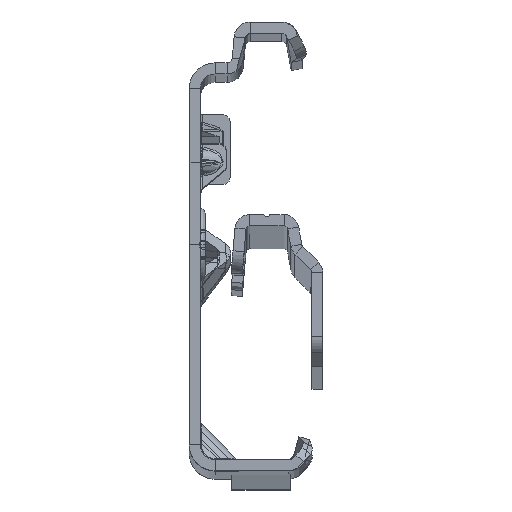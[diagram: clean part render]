
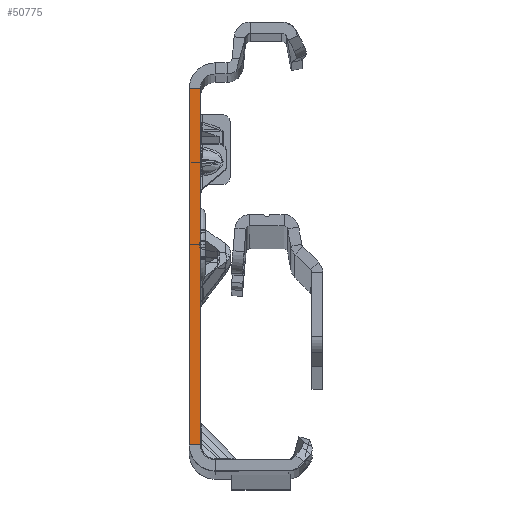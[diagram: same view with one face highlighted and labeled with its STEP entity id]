
A CAD part, top view. The second image highlights one B-rep face of the part: STEP entity #50775.
In plain terms, the highlighted planar face has unit normal (0, 0, 1).
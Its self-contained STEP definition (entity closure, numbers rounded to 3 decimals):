
#759 = CARTESIAN_POINT ( 'NONE',  ( -1.5, -27.865, 0. ) ) ;
#1278 = DIRECTION ( 'NONE',  ( 0., 0., 1. ) ) ;
#1450 = AXIS2_PLACEMENT_3D ( 'NONE', #34296, #1278, #38708 ) ;
#4208 = EDGE_CURVE ( 'NONE', #48135, #19374, #49532, .T. ) ;
#6456 = EDGE_LOOP ( 'NONE', ( #9247, #40597, #10272, #10381 ) ) ;
#8401 = LINE ( 'NONE', #29451, #52293 ) ;
#8745 = CARTESIAN_POINT ( 'NONE',  ( 0., -25.865, 0. ) ) ;
#9247 = ORIENTED_EDGE ( 'NONE', *, *, #4208, .F. ) ;
#9657 = PLANE ( 'NONE',  #1450 ) ;
#10272 = ORIENTED_EDGE ( 'NONE', *, *, #30849, .T. ) ;
#10381 = ORIENTED_EDGE ( 'NONE', *, *, #19266, .F. ) ;
#11060 = CARTESIAN_POINT ( 'NONE',  ( -1.5, -25.865, 0. ) ) ;
#19266 = EDGE_CURVE ( 'NONE', #19374, #38453, #28943, .T. ) ;
#19363 = CARTESIAN_POINT ( 'NONE',  ( 0., 22.135, 0. ) ) ;
#19374 = VERTEX_POINT ( 'NONE', #8745 ) ;
#20326 = CARTESIAN_POINT ( 'NONE',  ( 0., -25.865, 0. ) ) ;
#23050 = VECTOR ( 'NONE', #37261, 1000. ) ;
#24449 = EDGE_CURVE ( 'NONE', #48135, #31515, #8401, .T. ) ;
#25969 = DIRECTION ( 'NONE',  ( 0., -1., 0. ) ) ;
#26925 = VECTOR ( 'NONE', #25969, 1000. ) ;
#27854 = CARTESIAN_POINT ( 'NONE',  ( 0., -27.865, 0. ) ) ;
#28943 = LINE ( 'NONE', #20326, #23050 ) ;
#29451 = CARTESIAN_POINT ( 'NONE',  ( 0., 22.135, 0. ) ) ;
#30849 = EDGE_CURVE ( 'NONE', #31515, #38453, #34310, .T. ) ;
#31515 = VERTEX_POINT ( 'NONE', #34002 ) ;
#34002 = CARTESIAN_POINT ( 'NONE',  ( -1.5, 22.135, 0. ) ) ;
#34296 = CARTESIAN_POINT ( 'NONE',  ( -1.5, -27.865, 0. ) ) ;
#34310 = LINE ( 'NONE', #759, #26925 ) ;
#37261 = DIRECTION ( 'NONE',  ( -1., 0., 0. ) ) ;
#38453 = VERTEX_POINT ( 'NONE', #11060 ) ;
#38708 = DIRECTION ( 'NONE',  ( 1., 0., 0. ) ) ;
#40597 = ORIENTED_EDGE ( 'NONE', *, *, #24449, .T. ) ;
#42422 = DIRECTION ( 'NONE',  ( -1., 0., 0. ) ) ;
#44769 = DIRECTION ( 'NONE',  ( 0., -1., 0. ) ) ;
#48135 = VERTEX_POINT ( 'NONE', #19363 ) ;
#49532 = LINE ( 'NONE', #27854, #51722 ) ;
#50775 = ADVANCED_FACE ( 'NONE', ( #52016 ), #9657, .T. ) ;
#51722 = VECTOR ( 'NONE', #44769, 1000. ) ;
#52016 = FACE_OUTER_BOUND ( 'NONE', #6456, .T. ) ;
#52293 = VECTOR ( 'NONE', #42422, 1000. ) ;
